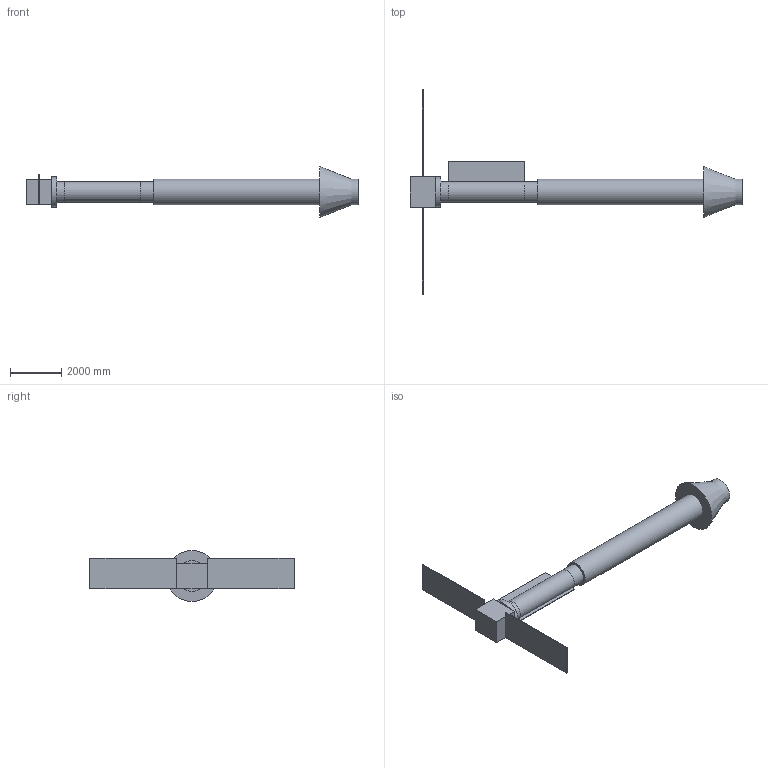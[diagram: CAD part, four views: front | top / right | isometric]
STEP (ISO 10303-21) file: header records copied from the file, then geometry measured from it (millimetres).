
FILE_DESCRIPTION(('FreeCAD Model'),'2;1');
FILE_NAME('Open CASCADE Shape Model','2025-08-30T11:40:47',('Author'),( ''),'Open CASCADE STEP processor 7.8','FreeCAD','Unknown');
FILE_SCHEMA(('AUTOMOTIVE_DESIGN { 1 0 10303 214 1 1 1 1 }'));
Length unit declared in the file: millimetre
Products named in the file (12): Tanque; Nave; Bus; FusionShell; Domo; Reactor; Radiador_L; Radiador_R; PanelSolar_L; PanelSolar_R; Tobera
Assembly tree (10 placements, depth 2):
  Tanque
  Nave
    Bus
    FusionShell
    Domo
    Reactor
    Tanque
    Radiador_L
    Radiador_R
    PanelSolar_L
    PanelSolar_R
    Tobera
Bounding box: 13000 x 8000 x 2000 mm (x, y, z)
Volume: 20201860362.3 mm3; surface area: 119849692.4 mm2
Topology: 11 solids, 11 shells, 49 faces, 81 edges, 54 vertices
Faces by surface type: plane 42, cylinder 6, cone 1
Full cylindrical faces by diameter (mm): 800 x3, 1000 x2, 1200 x1
Entity records: 2484 total; most frequent: DIRECTION 377, CARTESIAN_POINT 357, LINE 215, VECTOR 215, ORIENTED_EDGE 162, PCURVE 162, DEFINITIONAL_REPRESENTATION 162, EDGE_CURVE 81
